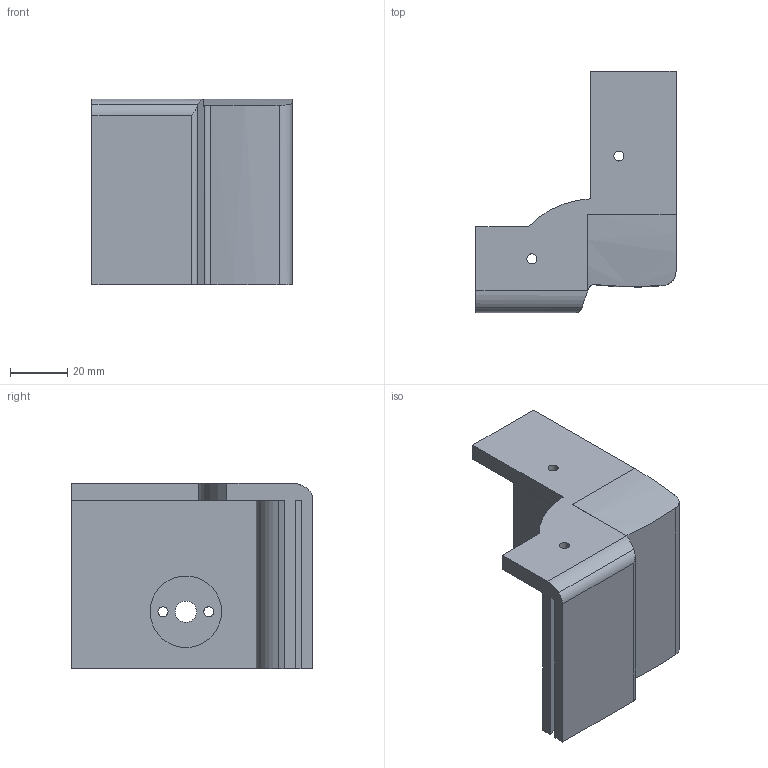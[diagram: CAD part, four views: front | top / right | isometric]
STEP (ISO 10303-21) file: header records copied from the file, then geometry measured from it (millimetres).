
FILE_DESCRIPTION(/* description */ (''),/* implementation_level */ '2;1');
FILE_NAME(/* name */ 'Youbot_Componente1_Pieza4 v1.step',/* time_stamp */ '2025-11-06T18:31:50-06:00',/* author */ (''),/* organization */ (''),/* preprocessor_version */ 'ST-DEVELOPER v20.1',/* originating_system */ 'Autodesk Translation Framework v14.17.0.0',/* authorisation */ '');
FILE_SCHEMA (('AUTOMOTIVE_DESIGN { 1 0 10303 214 3 1 1 }'));
Length unit declared in the file: millimetre
Products named in the file (1): Youbot_Componente1_Pieza4
Bounding box: 70 x 84.46 x 65 mm (x, y, z)
Volume: 97271.3 mm3; surface area: 28942 mm2
Topology: 1 solids, 1 shells, 41 faces, 110 edges, 73 vertices
Faces by surface type: plane 24, cylinder 17
Full cylindrical faces by diameter (mm): 3.5 x4, 5.4 x1, 7.5 x1, 25 x1
Entity records: 1376 total; most frequent: CARTESIAN_POINT 262, DIRECTION 221, ORIENTED_EDGE 220, EDGE_CURVE 110, LINE 75, VECTOR 75, VERTEX_POINT 73, AXIS2_PLACEMENT_3D 73
